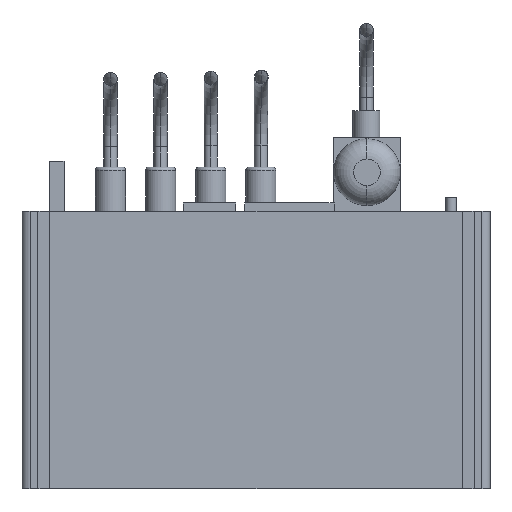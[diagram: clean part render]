
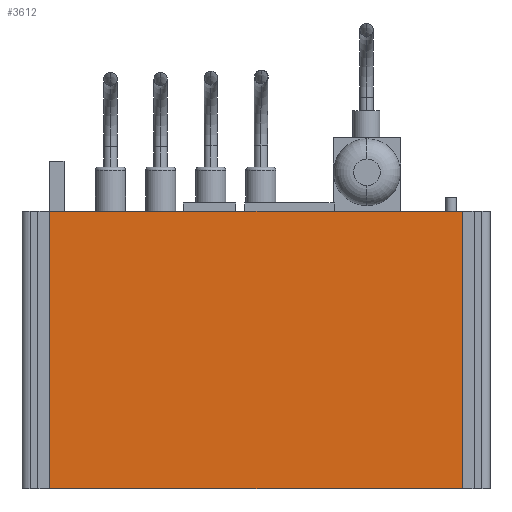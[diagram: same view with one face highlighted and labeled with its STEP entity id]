
A CAD part, front view. The second image highlights one B-rep face of the part: STEP entity #3612.
In plain terms, the highlighted planar face has unit normal (0, -1, 0).
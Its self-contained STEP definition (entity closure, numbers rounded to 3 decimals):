
#321 = VECTOR ( 'NONE', #1316, 1000. ) ;
#471 = ORIENTED_EDGE ( 'NONE', *, *, #7172, .T. ) ;
#497 = VERTEX_POINT ( 'NONE', #7068 ) ;
#864 = VECTOR ( 'NONE', #6017, 1000. ) ;
#882 = CARTESIAN_POINT ( 'NONE',  ( -75.399, -72.647, 166. ) ) ;
#1316 = DIRECTION ( 'NONE',  ( 0., 0., -1. ) ) ;
#1346 = CARTESIAN_POINT ( 'NONE',  ( 171.601, -72.647, 0. ) ) ;
#1358 = VECTOR ( 'NONE', #6334, 1000. ) ;
#1573 = DIRECTION ( 'NONE',  ( 0., 1., 0. ) ) ;
#1935 = CARTESIAN_POINT ( 'NONE',  ( 171.601, -72.647, 166. ) ) ;
#2150 = CARTESIAN_POINT ( 'NONE',  ( -75.399, -72.647, 0. ) ) ;
#2208 = ORIENTED_EDGE ( 'NONE', *, *, #6190, .T. ) ;
#2277 = DIRECTION ( 'NONE',  ( 0., 0., 1. ) ) ;
#2516 = VERTEX_POINT ( 'NONE', #1346 ) ;
#2707 = LINE ( 'NONE', #2150, #7228 ) ;
#3373 = AXIS2_PLACEMENT_3D ( 'NONE', #882, #1573, #2277 ) ;
#3486 = VERTEX_POINT ( 'NONE', #7471 ) ;
#3612 = ADVANCED_FACE ( 'NONE', ( #7084 ), #5117, .F. ) ;
#4002 = LINE ( 'NONE', #4231, #864 ) ;
#4208 = EDGE_CURVE ( 'NONE', #5791, #497, #6782, .T. ) ;
#4231 = CARTESIAN_POINT ( 'NONE',  ( -75.399, -72.647, 166. ) ) ;
#4285 = LINE ( 'NONE', #1935, #321 ) ;
#4419 = CARTESIAN_POINT ( 'NONE',  ( -75.399, -72.647, 166. ) ) ;
#5117 = PLANE ( 'NONE',  #3373 ) ;
#5706 = EDGE_CURVE ( 'NONE', #497, #2516, #4285, .T. ) ;
#5732 = EDGE_LOOP ( 'NONE', ( #2208, #6995, #6625, #471 ) ) ;
#5747 = DIRECTION ( 'NONE',  ( 1., 0., 0. ) ) ;
#5791 = VERTEX_POINT ( 'NONE', #4419 ) ;
#6017 = DIRECTION ( 'NONE',  ( 0., 0., -1. ) ) ;
#6190 = EDGE_CURVE ( 'NONE', #3486, #2516, #2707, .T. ) ;
#6334 = DIRECTION ( 'NONE',  ( 1., 0., 0. ) ) ;
#6625 = ORIENTED_EDGE ( 'NONE', *, *, #4208, .F. ) ;
#6782 = LINE ( 'NONE', #7547, #1358 ) ;
#6995 = ORIENTED_EDGE ( 'NONE', *, *, #5706, .F. ) ;
#7068 = CARTESIAN_POINT ( 'NONE',  ( 171.601, -72.647, 166. ) ) ;
#7084 = FACE_OUTER_BOUND ( 'NONE', #5732, .T. ) ;
#7172 = EDGE_CURVE ( 'NONE', #5791, #3486, #4002, .T. ) ;
#7228 = VECTOR ( 'NONE', #5747, 1000. ) ;
#7471 = CARTESIAN_POINT ( 'NONE',  ( -75.399, -72.647, 0. ) ) ;
#7547 = CARTESIAN_POINT ( 'NONE',  ( -75.399, -72.647, 166. ) ) ;
